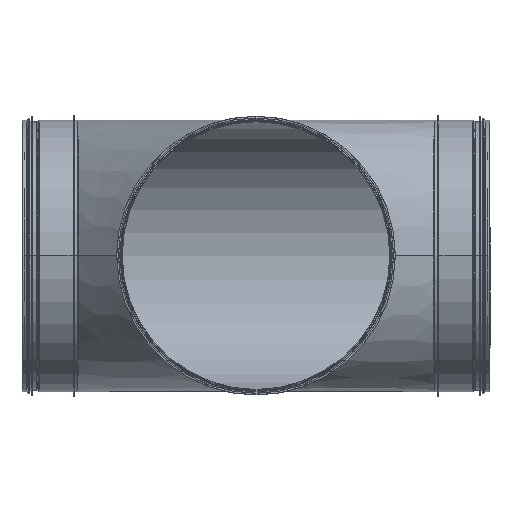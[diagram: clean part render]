
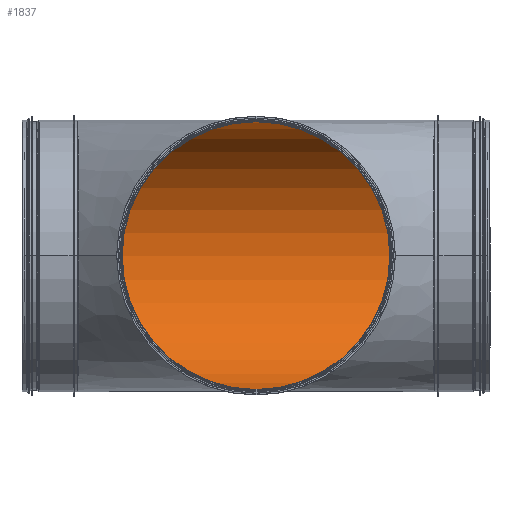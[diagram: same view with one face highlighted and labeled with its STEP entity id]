
A CAD part, top view. The second image highlights one B-rep face of the part: STEP entity #1837.
In plain terms, the highlighted cylindrical face has radius 198.9 mm (diameter 397.8 mm), a partial arc.
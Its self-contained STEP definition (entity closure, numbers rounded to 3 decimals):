
#1770=CARTESIAN_POINT('',(-198.9,0.347,0.0));
#1771=VERTEX_POINT('',#1770);
#1788=CARTESIAN_POINT('',(-198.9,0.347,523.0));
#1789=VERTEX_POINT('',#1788);
#1796=CARTESIAN_POINT('',(-198.9,0.347,0.0));
#1797=DIRECTION('',(0.0,0.0,1.0));
#1798=VECTOR('',#1797,523.0);
#1799=LINE('',#1796,#1798);
#1800=EDGE_CURVE('',#1771,#1789,#1799,.T.);
#1805=CARTESIAN_POINT('',(0.0,0.0,0.0));
#1806=DIRECTION('',(0.0,0.0,1.0));
#1807=DIRECTION('',(1.,-0.002,0.0));
#1808=AXIS2_PLACEMENT_3D('',#1805,#1806,#1807);
#1809=CYLINDRICAL_SURFACE('',#1808,198.9);
#1810=CARTESIAN_POINT('',(198.9,0.348,0.0));
#1811=VERTEX_POINT('',#1810);
#1812=CARTESIAN_POINT('',(0.0,0.0,0.0));
#1813=DIRECTION('',(0.0,0.0,-1.0));
#1814=DIRECTION('',(1.,-0.002,0.0));
#1815=AXIS2_PLACEMENT_3D('',#1812,#1813,#1814);
#1816=CIRCLE('',#1815,198.9);
#1817=EDGE_CURVE('',#1811,#1771,#1816,.T.);
#1818=ORIENTED_EDGE('',*,*,#1817,.T.);
#1819=ORIENTED_EDGE('',*,*,#1800,.T.);
#1820=CARTESIAN_POINT('',(198.9,0.348,523.0));
#1821=VERTEX_POINT('',#1820);
#1822=CARTESIAN_POINT('',(0.0,0.0,523.0));
#1823=DIRECTION('',(0.0,0.0,-1.0));
#1824=DIRECTION('',(1.,-0.002,0.0));
#1825=AXIS2_PLACEMENT_3D('',#1822,#1823,#1824);
#1826=CIRCLE('',#1825,198.9);
#1827=EDGE_CURVE('',#1821,#1789,#1826,.T.);
#1828=ORIENTED_EDGE('',*,*,#1827,.F.);
#1829=CARTESIAN_POINT('',(198.9,0.348,0.0));
#1830=DIRECTION('',(0.0,0.0,1.0));
#1831=VECTOR('',#1830,523.0);
#1832=LINE('',#1829,#1831);
#1833=EDGE_CURVE('',#1811,#1821,#1832,.T.);
#1834=ORIENTED_EDGE('',*,*,#1833,.F.);
#1835=EDGE_LOOP('',(#1818,#1819,#1828,#1834));
#1836=FACE_OUTER_BOUND('',#1835,.T.);
#1837=ADVANCED_FACE('',(#1836),#1809,.F.);
